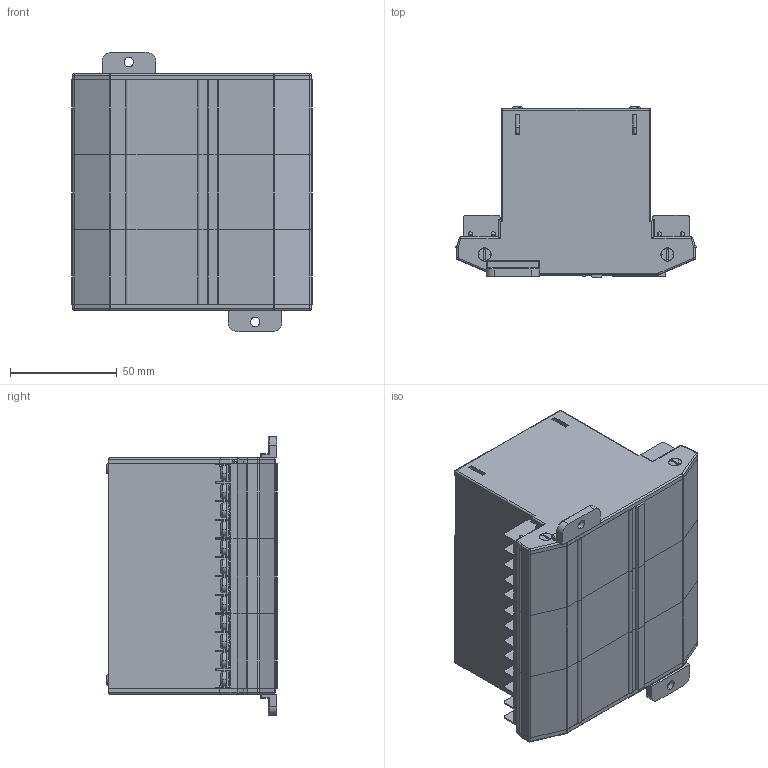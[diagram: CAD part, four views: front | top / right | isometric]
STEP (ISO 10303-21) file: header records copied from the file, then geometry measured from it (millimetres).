
FILE_DESCRIPTION (( 'STEP AP214' ), '1' );
FILE_NAME ('UEP-105.STEP', '2022-01-17T12:24:04', ( '' ), ( '' ), 'SwSTEP 2.0', 'SolidWorks 2017', '' );
FILE_SCHEMA (( 'AUTOMOTIVE_DESIGN' ));
Length unit declared in the file: millimetre
Products named in the file (118): Terminal Screw; Terminal sheetmetal; Terminal Block; Vertical PCB UE; Terminal Washer; Spacer Piece; Top Cover Screw; Terminal Plastic; Low Bracket UBRL; Pin 105 Solid; End Plate Screw; Top cover 105; Horizontal PCB UE-105; Pin 105; End Piece UE; UEP-105; Base PCB UE 105
Assembly tree (42 placements, depth 3):
  Terminal Screw
  Terminal sheetmetal
  Vertical PCB UE
  Terminal Washer
  Terminal Screw
Bounding box: 112.5 x 79.8 x 130.4 mm (x, y, z)
Volume: 187049.3 mm3; surface area: 233851.3 mm2
Topology: 101 solids, 101 shells, 5131 faces, 13505 edges, 8610 vertices
Faces by surface type: plane 3040, cylinder 1763, torus 156, cone 124, sphere 32, bspline 16
Entity records: 35198 total; most frequent: CARTESIAN_POINT 6435, DIRECTION 5629, ORIENTED_EDGE 5568, EDGE_CURVE 2784, LINE 1907, VECTOR 1907, AXIS2_PLACEMENT_3D 1861, VERTEX_POINT 1799
